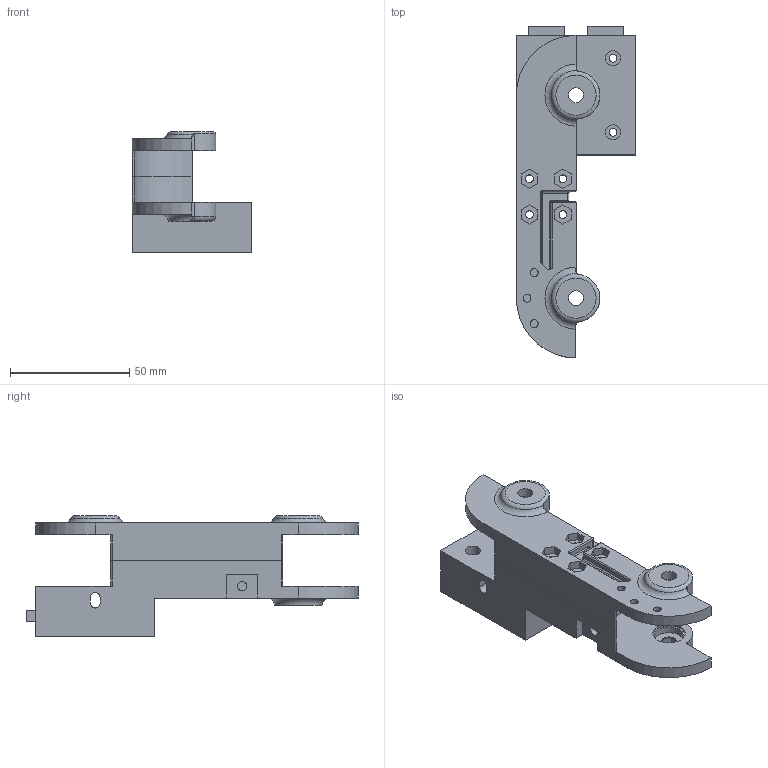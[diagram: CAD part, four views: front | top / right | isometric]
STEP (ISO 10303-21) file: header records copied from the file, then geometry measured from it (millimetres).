
FILE_DESCRIPTION(/* description */ (''),/* implementation_level */ '2;1');
FILE_NAME(/* name */ '',/* time_stamp */ '2026-01-08T14:27:19+03:00',/* author */ ('I9232'),/* organization */ (''),/* preprocessor_version */ 'ST-DEVELOPER v19.2',/* originating_system */ 'Autodesk Inventor 2023',/* authorisation */ '');
FILE_SCHEMA (('AUTOMOTIVE_DESIGN { 1 0 10303 214 3 1 1 }'));
Length unit declared in the file: millimetre
Products named in the file (1): Крепление_ведомых_
шестерн
Bounding box: 50 x 139 x 50.5 mm (x, y, z)
Volume: 97725 mm3; surface area: 32374.7 mm2
Topology: 2 solids, 2 shells, 215 faces, 530 edges, 347 vertices
Faces by surface type: plane 110, cylinder 86, torus 15, bspline 2, sphere 2
Full cylindrical faces by diameter (mm): 3 x6, 3.2 x8, 3.3 x7, 4 x1, 4.3 x1, 5 x3, 6.3 x3, 6.4 x4, 10.6 x1, 12.2 x3, 13.7 x3, 23 x1
Entity records: 6701 total; most frequent: CARTESIAN_POINT 1315, DIRECTION 1140, ORIENTED_EDGE 1060, EDGE_CURVE 530, AXIS2_PLACEMENT_3D 417, VERTEX_POINT 346, LINE 306, VECTOR 306
